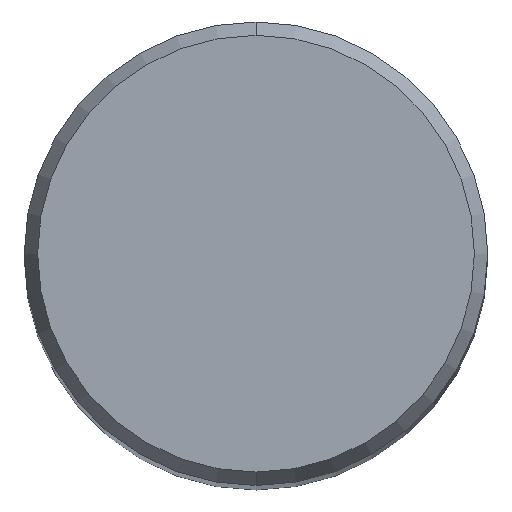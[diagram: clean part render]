
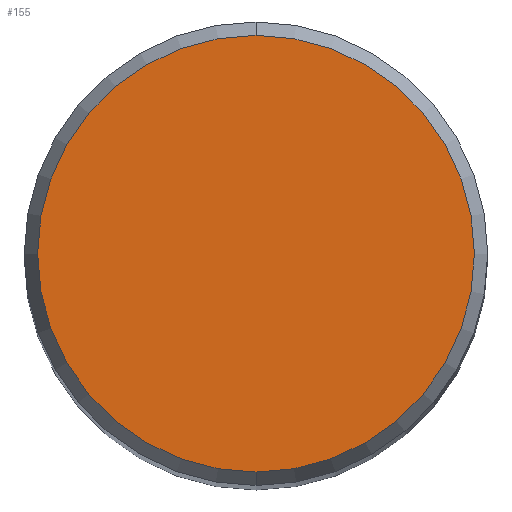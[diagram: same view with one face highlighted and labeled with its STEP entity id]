
A CAD part, top view. The second image highlights one B-rep face of the part: STEP entity #155.
In plain terms, the highlighted planar face has unit normal (0, 0, 1).
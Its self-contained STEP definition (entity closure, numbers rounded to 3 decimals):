
#155=ADVANCED_FACE('',(#380),#381,.T.);
#243=VERTEX_POINT('',#480);
#279=EDGE_CURVE('',#325,#243,#523,.T.);
#283=EDGE_CURVE('',#243,#325,#527,.T.);
#325=VERTEX_POINT('',#570);
#380=FACE_OUTER_BOUND('',#624,.T.);
#381=PLANE('',#625);
#480=CARTESIAN_POINT('',(0.,-7.479,0.));
#523=CIRCLE('',#805,7.479);
#527=CIRCLE('',#812,7.479);
#570=CARTESIAN_POINT('',(0.0,7.479,0.));
#624=EDGE_LOOP('',(#939,#940));
#625=AXIS2_PLACEMENT_3D('',#941,#942,#943);
#805=AXIS2_PLACEMENT_3D('',#1126,#1127,#1128);
#812=AXIS2_PLACEMENT_3D('',#1130,#1131,#1132);
#939=ORIENTED_EDGE('',*,*,#279,.F.);
#940=ORIENTED_EDGE('',*,*,#283,.F.);
#941=CARTESIAN_POINT('',(0.0,3.74,0.));
#942=DIRECTION('',(-0.0,0.0,1.0));
#943=DIRECTION('',(0.0,-1.0,0.0));
#1126=CARTESIAN_POINT('',(0.0,0.0,0.));
#1127=DIRECTION('',(0.0,0.0,-1.0));
#1128=DIRECTION('',(0.0,1.0,0.0));
#1130=CARTESIAN_POINT('',(0.0,0.0,0.));
#1131=DIRECTION('',(0.0,0.0,-1.0));
#1132=DIRECTION('',(0.0,1.0,0.0));
